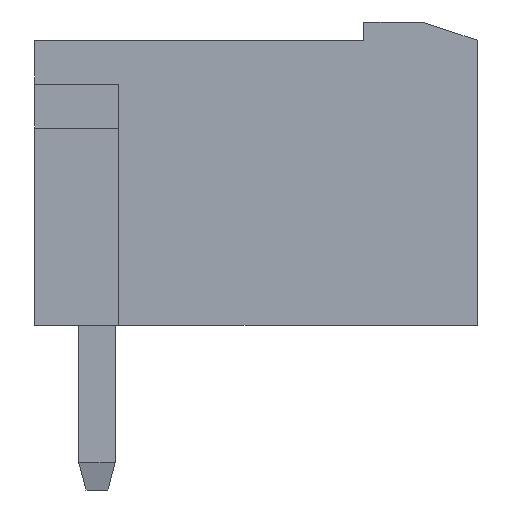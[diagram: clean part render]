
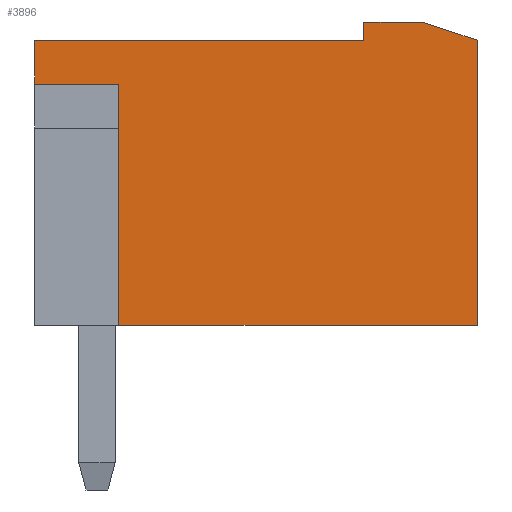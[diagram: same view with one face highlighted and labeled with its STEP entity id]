
A CAD part, left-side view. The second image highlights one B-rep face of the part: STEP entity #3896.
In plain terms, the highlighted planar face has unit normal (-1, 0, 0).
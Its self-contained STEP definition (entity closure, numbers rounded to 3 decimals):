
#232=FACE_OUTER_BOUND('',#456,.T.);
#456=EDGE_LOOP('',(#3208,#3209,#3210,#3211,#3212,#3213,#3214,#3215,#3216));
#749=LINE('',#5619,#1245);
#762=LINE('',#5649,#1258);
#767=LINE('',#5659,#1263);
#821=LINE('',#5774,#1317);
#830=LINE('',#5792,#1326);
#909=LINE('',#5993,#1405);
#912=LINE('',#5998,#1408);
#920=LINE('',#6010,#1416);
#922=LINE('',#6014,#1418);
#1245=VECTOR('',#4603,9.);
#1258=VECTOR('',#4630,1.581);
#1263=VECTOR('',#4639,7.8);
#1317=VECTOR('',#4725,6.6);
#1326=VECTOR('',#4740,2.3);
#1405=VECTOR('',#4913,0.5);
#1408=VECTOR('',#4918,1.6);
#1416=VECTOR('',#4934,1.2);
#1418=VECTOR('',#4940,9.8);
#1659=VERTEX_POINT('',#5616);
#1660=VERTEX_POINT('',#5618);
#1669=VERTEX_POINT('',#5646);
#1670=VERTEX_POINT('',#5648);
#1673=VERTEX_POINT('',#5658);
#1717=VERTEX_POINT('',#5771);
#1718=VERTEX_POINT('',#5773);
#1724=VERTEX_POINT('',#5791);
#1787=VERTEX_POINT('',#5992);
#2083=EDGE_CURVE('',#1659,#1660,#749,.T.);
#2096=EDGE_CURVE('',#1669,#1670,#762,.T.);
#2101=EDGE_CURVE('',#1670,#1673,#767,.T.);
#2157=EDGE_CURVE('',#1717,#1718,#821,.T.);
#2166=EDGE_CURVE('',#1718,#1724,#830,.T.);
#2259=EDGE_CURVE('',#1660,#1787,#909,.T.);
#2262=EDGE_CURVE('',#1787,#1669,#912,.T.);
#2270=EDGE_CURVE('',#1724,#1659,#920,.T.);
#2272=EDGE_CURVE('',#1717,#1673,#922,.T.);
#3208=ORIENTED_EDGE('',*,*,#2083,.F.);
#3209=ORIENTED_EDGE('',*,*,#2270,.F.);
#3210=ORIENTED_EDGE('',*,*,#2166,.F.);
#3211=ORIENTED_EDGE('',*,*,#2157,.F.);
#3212=ORIENTED_EDGE('',*,*,#2272,.T.);
#3213=ORIENTED_EDGE('',*,*,#2101,.F.);
#3214=ORIENTED_EDGE('',*,*,#2096,.F.);
#3215=ORIENTED_EDGE('',*,*,#2262,.F.);
#3216=ORIENTED_EDGE('',*,*,#2259,.F.);
#3535=PLANE('',#4114);
#3896=ADVANCED_FACE('',(#232),#3535,.T.);
#4114=AXIS2_PLACEMENT_3D('',#6015,#4941,#4942);
#4603=DIRECTION('',(0.,-1.,0.));
#4630=DIRECTION('',(0.,-0.949,-0.316));
#4639=DIRECTION('',(0.,0.,-1.));
#4725=DIRECTION('',(0.,0.,1.));
#4740=DIRECTION('',(0.,1.,0.));
#4913=DIRECTION('',(0.,0.,1.));
#4918=DIRECTION('',(0.,-1.,0.));
#4934=DIRECTION('',(0.,0.,1.));
#4940=DIRECTION('',(0.,-1.,0.));
#4941=DIRECTION('center_axis',(-1.,0.,0.));
#4942=DIRECTION('ref_axis',(0.,0.,-1.));
#5616=CARTESIAN_POINT('',(-5.68,1.7,7.8));
#5618=CARTESIAN_POINT('',(-5.68,-7.3,7.8));
#5619=CARTESIAN_POINT('',(-5.68,-0.6,7.8));
#5646=CARTESIAN_POINT('',(-5.68,-8.9,8.3));
#5648=CARTESIAN_POINT('',(-5.68,-10.4,7.8));
#5649=CARTESIAN_POINT('',(-5.68,-8.428,8.458));
#5658=CARTESIAN_POINT('',(-5.68,-10.4,0.));
#5659=CARTESIAN_POINT('',(-5.68,-10.4,7.8));
#5771=CARTESIAN_POINT('',(-5.68,-0.6,0.));
#5773=CARTESIAN_POINT('',(-5.68,-0.6,6.6));
#5774=CARTESIAN_POINT('',(-5.68,-0.6,0.));
#5791=CARTESIAN_POINT('',(-5.68,1.7,6.6));
#5792=CARTESIAN_POINT('',(-5.68,-0.6,6.6));
#5992=CARTESIAN_POINT('',(-5.68,-7.3,8.3));
#5993=CARTESIAN_POINT('',(-5.68,-7.3,7.875));
#5998=CARTESIAN_POINT('',(-5.68,-7.4,8.3));
#6010=CARTESIAN_POINT('',(-5.68,1.7,6.6));
#6014=CARTESIAN_POINT('',(-5.68,-0.6,0.));
#6015=CARTESIAN_POINT('Origin',(-5.68,-0.6,7.8));
